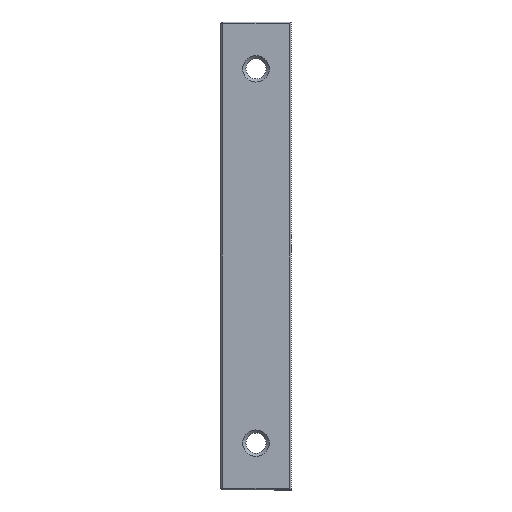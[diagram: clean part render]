
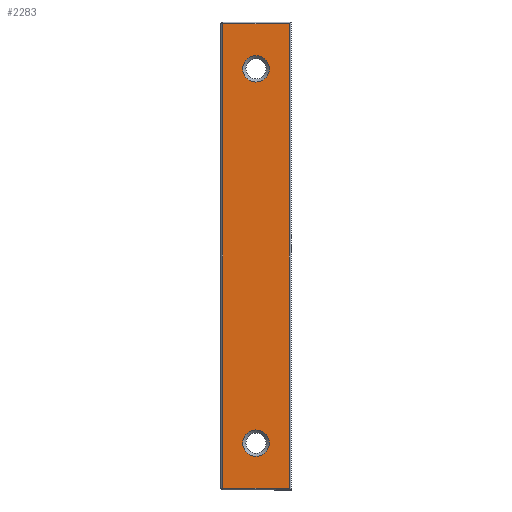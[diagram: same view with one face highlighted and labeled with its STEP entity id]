
A CAD part, left-side view. The second image highlights one B-rep face of the part: STEP entity #2283.
In plain terms, the highlighted planar face has unit normal (-1, 0, 0).
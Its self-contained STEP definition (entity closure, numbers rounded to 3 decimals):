
#67=B_SPLINE_CURVE_WITH_KNOTS('',3,(#3742,#3743,#3744,#3745,#3746),
 .UNSPECIFIED.,.F.,.F.,(4,1,4),(0.,0.,0.),
 .UNSPECIFIED.);
#68=B_SPLINE_CURVE_WITH_KNOTS('',3,(#3781,#3782,#3783,#3784,#3785),
 .UNSPECIFIED.,.F.,.F.,(4,1,4),(0.,0.,
0.),.UNSPECIFIED.);
#121=FACE_BOUND('',#469,.T.);
#122=FACE_BOUND('',#470,.T.);
#161=CIRCLE('',#2480,3.4);
#162=CIRCLE('',#2481,3.4);
#317=FACE_OUTER_BOUND('',#468,.T.);
#468=EDGE_LOOP('',(#1890,#1891,#1892,#1893,#1894,#1895));
#469=EDGE_LOOP('',(#1896));
#470=EDGE_LOOP('',(#1897));
#681=LINE('',#3700,#882);
#683=LINE('',#3708,#884);
#684=LINE('',#3751,#885);
#686=LINE('',#3792,#887);
#882=VECTOR('',#2943,10.);
#884=VECTOR('',#2953,10.);
#885=VECTOR('',#2960,10.);
#887=VECTOR('',#2966,10.);
#1065=VERTEX_POINT('',#3698);
#1066=VERTEX_POINT('',#3699);
#1068=VERTEX_POINT('',#3706);
#1070=VERTEX_POINT('',#3740);
#1072=VERTEX_POINT('',#3749);
#1074=VERTEX_POINT('',#3779);
#1076=VERTEX_POINT('',#3843);
#1077=VERTEX_POINT('',#3845);
#1338=EDGE_CURVE('',#1065,#1066,#681,.T.);
#1343=EDGE_CURVE('',#1068,#1065,#683,.T.);
#1346=EDGE_CURVE('',#1070,#1068,#67,.T.);
#1348=EDGE_CURVE('',#1072,#1070,#684,.T.);
#1351=EDGE_CURVE('',#1074,#1072,#68,.T.);
#1353=EDGE_CURVE('',#1066,#1074,#686,.T.);
#1359=EDGE_CURVE('',#1076,#1076,#161,.T.);
#1360=EDGE_CURVE('',#1077,#1077,#162,.T.);
#1890=ORIENTED_EDGE('',*,*,#1338,.F.);
#1891=ORIENTED_EDGE('',*,*,#1343,.F.);
#1892=ORIENTED_EDGE('',*,*,#1346,.F.);
#1893=ORIENTED_EDGE('',*,*,#1348,.F.);
#1894=ORIENTED_EDGE('',*,*,#1351,.F.);
#1895=ORIENTED_EDGE('',*,*,#1353,.F.);
#1896=ORIENTED_EDGE('',*,*,#1359,.F.);
#1897=ORIENTED_EDGE('',*,*,#1360,.F.);
#2185=PLANE('',#2479);
#2283=ADVANCED_FACE('',(#317,#121,#122),#2185,.T.);
#2479=AXIS2_PLACEMENT_3D('',#3842,#2971,#2972);
#2480=AXIS2_PLACEMENT_3D('',#3844,#2973,#2974);
#2481=AXIS2_PLACEMENT_3D('',#3846,#2975,#2976);
#2943=DIRECTION('',(0.,0.,-1.));
#2953=DIRECTION('',(0.,-1.,0.));
#2960=DIRECTION('',(0.,0.,1.));
#2966=DIRECTION('',(0.,1.,0.));
#2971=DIRECTION('center_axis',(-1.,0.,0.));
#2972=DIRECTION('ref_axis',(0.,-1.,0.));
#2973=DIRECTION('center_axis',(-1.,0.,0.));
#2974=DIRECTION('ref_axis',(0.,0.,-1.));
#2975=DIRECTION('center_axis',(-1.,0.,0.));
#2976=DIRECTION('ref_axis',(0.,0.,-1.));
#3698=CARTESIAN_POINT('',(0.,-17.5,119.5));
#3699=CARTESIAN_POINT('',(0.,-17.5,0.5));
#3700=CARTESIAN_POINT('',(0.,-17.5,0.));
#3706=CARTESIAN_POINT('',(0.,-0.5,119.5));
#3708=CARTESIAN_POINT('',(0.,-1.707,119.5));
#3740=CARTESIAN_POINT('',(0.,-0.5,119.5));
#3742=CARTESIAN_POINT('Ctrl Pts',(0.,-0.5,
119.5));
#3743=CARTESIAN_POINT('Ctrl Pts',(0.,-0.5,
119.5));
#3744=CARTESIAN_POINT('Ctrl Pts',(0.,-0.5,
119.5));
#3745=CARTESIAN_POINT('Ctrl Pts',(0.,-0.5,
119.5));
#3746=CARTESIAN_POINT('Ctrl Pts',(0.,-0.5,
119.5));
#3749=CARTESIAN_POINT('',(0.,-0.5,0.5));
#3751=CARTESIAN_POINT('',(0.,-0.5,0.));
#3779=CARTESIAN_POINT('',(0.,-0.5,0.5));
#3781=CARTESIAN_POINT('Ctrl Pts',(0.,-0.5,
0.5));
#3782=CARTESIAN_POINT('Ctrl Pts',(0.,-0.5,
0.5));
#3783=CARTESIAN_POINT('Ctrl Pts',(0.,-0.5,
0.5));
#3784=CARTESIAN_POINT('Ctrl Pts',(0.,-0.5,
0.5));
#3785=CARTESIAN_POINT('Ctrl Pts',(0.,-0.5,
0.5));
#3792=CARTESIAN_POINT('',(0.,-1.707,0.5));
#3842=CARTESIAN_POINT('Origin',(0.,0.,
0.));
#3843=CARTESIAN_POINT('',(0.,-9.,111.4));
#3844=CARTESIAN_POINT('Origin',(0.,-9.,108.));
#3845=CARTESIAN_POINT('',(0.,-9.,15.4));
#3846=CARTESIAN_POINT('Origin',(0.,-9.,12.));
